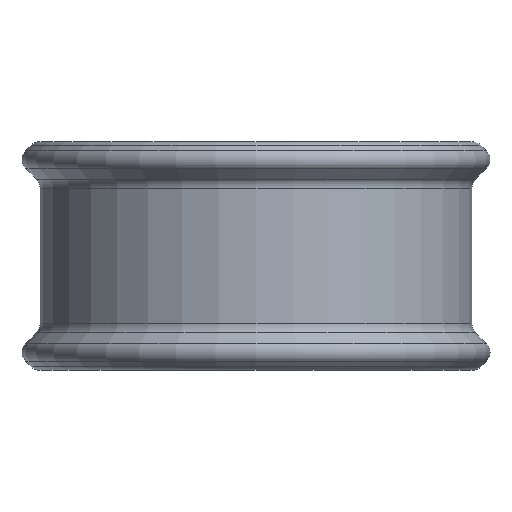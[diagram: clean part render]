
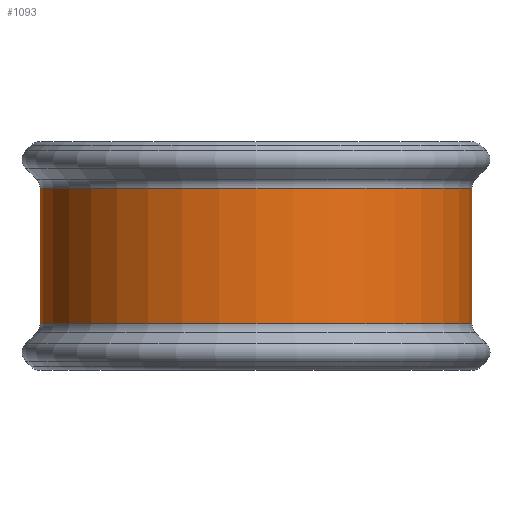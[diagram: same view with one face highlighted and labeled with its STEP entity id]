
A CAD part, front view. The second image highlights one B-rep face of the part: STEP entity #1093.
In plain terms, the highlighted cylindrical face has radius 13.297 mm (diameter 26.594 mm), a partial arc.
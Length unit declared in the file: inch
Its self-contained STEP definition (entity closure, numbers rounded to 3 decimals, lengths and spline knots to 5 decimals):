
#57 = EDGE_CURVE ( 'NONE', #4528, #3303, #2854, .T. ) ;
#233 = CARTESIAN_POINT ( 'NONE',  ( 0.4685, -0.3195, -0.16479 ) ) ;
#361 = VERTEX_POINT ( 'NONE', #5287 ) ;
#461 = EDGE_CURVE ( 'NONE', #1134, #4528, #6056, .T. ) ;
#533 = LINE ( 'NONE', #5285, #4168 ) ;
#553 = DIRECTION ( 'NONE',  ( -1., 0., 0. ) ) ;
#741 = CARTESIAN_POINT ( 'NONE',  ( 0.4685, -0.843, -0.16479 ) ) ;
#1036 = DIRECTION ( 'NONE',  ( 0., 0., -1. ) ) ;
#1093 = ADVANCED_FACE ( 'NONE', ( #1533 ), #2191, .T. ) ;
#1134 = VERTEX_POINT ( 'NONE', #233 ) ;
#1158 = ORIENTED_EDGE ( 'NONE', *, *, #57, .T. ) ;
#1199 = ORIENTED_EDGE ( 'NONE', *, *, #1834, .F. ) ;
#1221 = DIRECTION ( 'NONE',  ( -1., 0., 0. ) ) ;
#1410 = AXIS2_PLACEMENT_3D ( 'NONE', #2915, #1036, #553 ) ;
#1533 = FACE_OUTER_BOUND ( 'NONE', #5072, .T. ) ;
#1690 = ORIENTED_EDGE ( 'NONE', *, *, #461, .T. ) ;
#1834 = EDGE_CURVE ( 'NONE', #1134, #361, #2523, .T. ) ;
#1937 = DIRECTION ( 'NONE',  ( 0., 0., -1. ) ) ;
#1984 = AXIS2_PLACEMENT_3D ( 'NONE', #5730, #1937, #5750 ) ;
#2191 = CYLINDRICAL_SURFACE ( 'NONE', #1984, 0.5235 ) ;
#2293 = VECTOR ( 'NONE', #2867, 39.37008 ) ;
#2409 = CARTESIAN_POINT ( 'NONE',  ( 0.4685, -0.3195, 0.16479 ) ) ;
#2437 = DIRECTION ( 'NONE',  ( 0., 0., 1. ) ) ;
#2523 = CIRCLE ( 'NONE', #4688, 0.5235 ) ;
#2854 = CIRCLE ( 'NONE', #1410, 0.5235 ) ;
#2867 = DIRECTION ( 'NONE',  ( 0., 0., 1. ) ) ;
#2915 = CARTESIAN_POINT ( 'NONE',  ( 0.4685, -0.843, 0.16479 ) ) ;
#3303 = VERTEX_POINT ( 'NONE', #5514 ) ;
#3624 = EDGE_CURVE ( 'NONE', #361, #3303, #533, .T. ) ;
#3729 = CARTESIAN_POINT ( 'NONE',  ( 0.4685, -0.3195, 0.16479 ) ) ;
#4049 = DIRECTION ( 'NONE',  ( 0., 0., -1. ) ) ;
#4168 = VECTOR ( 'NONE', #2437, 39.37008 ) ;
#4528 = VERTEX_POINT ( 'NONE', #3729 ) ;
#4688 = AXIS2_PLACEMENT_3D ( 'NONE', #741, #4049, #1221 ) ;
#5034 = ORIENTED_EDGE ( 'NONE', *, *, #3624, .F. ) ;
#5072 = EDGE_LOOP ( 'NONE', ( #1690, #1158, #5034, #1199 ) ) ;
#5285 = CARTESIAN_POINT ( 'NONE',  ( -0.055, -0.843, 0.16479 ) ) ;
#5287 = CARTESIAN_POINT ( 'NONE',  ( -0.055, -0.843, -0.16479 ) ) ;
#5514 = CARTESIAN_POINT ( 'NONE',  ( -0.055, -0.843, 0.16479 ) ) ;
#5730 = CARTESIAN_POINT ( 'NONE',  ( 0.4685, -0.843, 0. ) ) ;
#5750 = DIRECTION ( 'NONE',  ( -1., 0., 0. ) ) ;
#6056 = LINE ( 'NONE', #2409, #2293 ) ;
